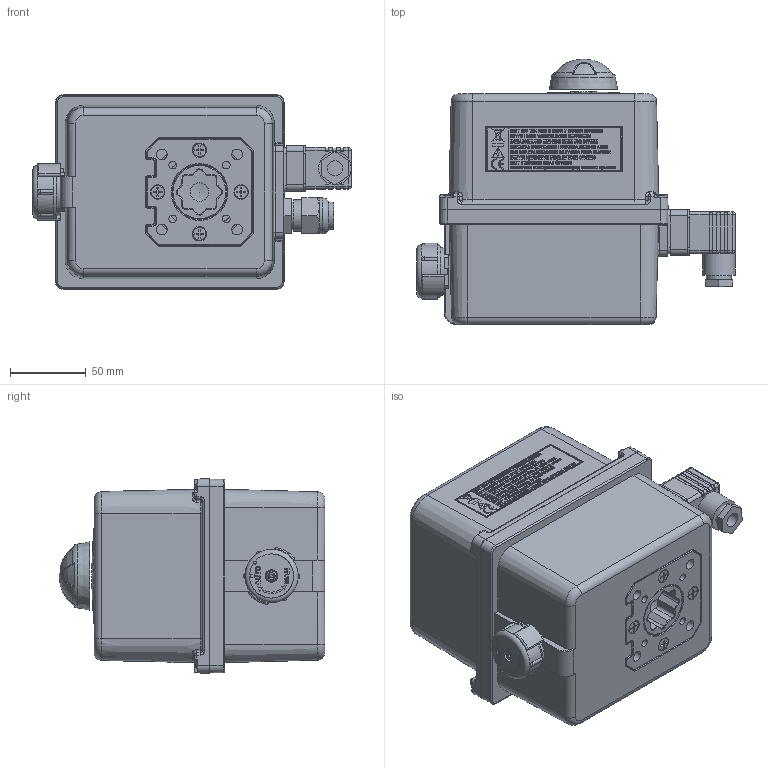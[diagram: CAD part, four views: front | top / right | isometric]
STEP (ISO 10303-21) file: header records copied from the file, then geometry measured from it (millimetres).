
FILE_DESCRIPTION(/* description */ ('Unknown'),/* implementation_level */ '2;1');
FILE_NAME(/* name */ 'EK02-04_06-08',/* time_stamp */ '2022-02-22T10:08:12+01:00',/* author */ ('Unknown'),/* organization */ ('Unknown'),/* preprocessor_version */ 'ST-DEVELOPER v16.7',/* originating_system */ 'Solid Edge',/* authorisation */ 'Unknown');
FILE_SCHEMA (('AUTOMOTIVE_DESIGN {1 0 10303 214 3 1 1}'));
Products named in the file (2): EK02-04_06-08; id11
Assembly tree (1 placements, depth 2):
  EK02-04_06-08
    id11
Bounding box: 209.65 x 174.9 x 128 mm (x, y, z)
Surface area: 142193 mm2 (no closed solid volume)
Topology: 0 solids, 374 shells, 1208 faces, 9703 edges, 8799 vertices
Faces by surface type: plane 780, cylinder 165, bspline 73, cone 72, sphere 66, torus 52
Full cylindrical faces by diameter (mm): 4.7 x4, 5 x4, 7 x4, 8 x1, 10 x1, 16.5 x1, 17.9 x1, 18.5 x1, 20.8 x1, 21.5 x1, 23.5 x1, 29.5 x1, 31.3 x1, 35.9 x1
Entity records: 122571 total; most frequent: CARTESIAN_POINT 52687, ORIENTED_EDGE 11218, DIRECTION 10071, EDGE_CURVE 9609, VERTEX_POINT 8770, LINE 6181, VECTOR 6181, B_SPLINE_CURVE_WITH_KNOTS 2606
